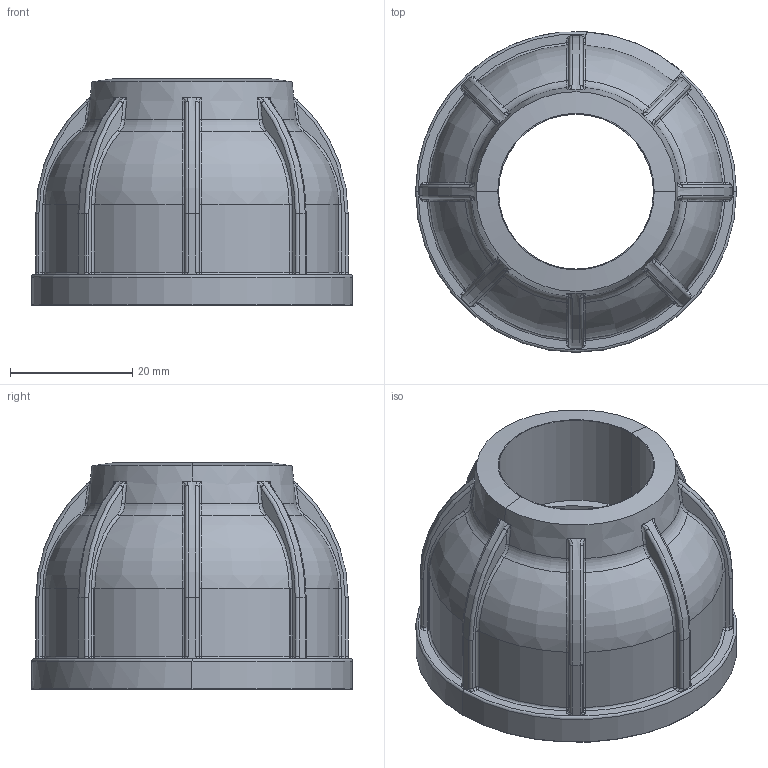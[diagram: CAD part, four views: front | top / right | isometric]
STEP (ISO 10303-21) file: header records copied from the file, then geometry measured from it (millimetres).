
FILE_DESCRIPTION (( 'STEP AP203' ), '1' );
FILE_NAME ('R209.025.000.STEP', '2015-06-09T10:20:29', ( '' ), ( '' ), 'SwSTEP 2.0', 'SolidWorks 2012', '' );
FILE_SCHEMA (( 'CONFIG_CONTROL_DESIGN' ));
Length unit declared in the file: millimetre
Products named in the file (1): R209.025.000
Bounding box: 52.4 x 52.4 x 37 mm (x, y, z)
Volume: 22047.8 mm3; surface area: 14488.7 mm2
Topology: 1 solids, 1 shells, 751 faces, 1697 edges, 944 vertices
Faces by surface type: bspline 213, cylinder 160, torus 138, plane 121, sphere 108, cone 11
Entity records: 27164 total; most frequent: CARTESIAN_POINT 11764, ORIENTED_EDGE 3370, DIRECTION 3136, EDGE_CURVE 1685, AXIS2_PLACEMENT_3D 1411, VERTEX_POINT 940, CIRCLE 872, EDGE_LOOP 757
